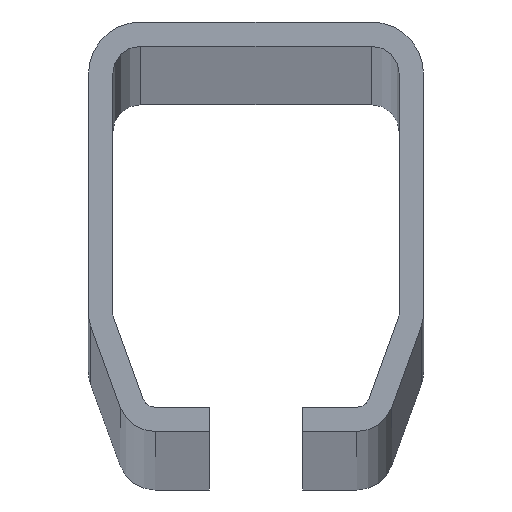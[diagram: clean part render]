
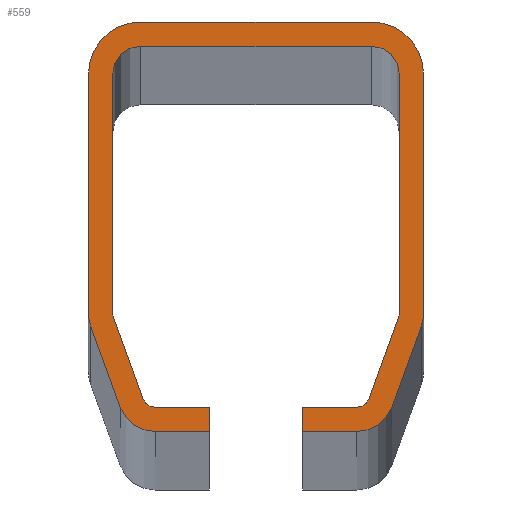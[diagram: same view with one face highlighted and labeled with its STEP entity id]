
A CAD part, top view. The second image highlights one B-rep face of the part: STEP entity #559.
In plain terms, the highlighted planar face has unit normal (0, 0, 1).
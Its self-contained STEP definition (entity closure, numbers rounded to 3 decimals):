
#16=PLANE('',#611);
#35=FACE_OUTER_BOUND('',#65,.T.);
#65=EDGE_LOOP('',(#385,#386,#387,#388,#389,#390,#391,#392,#393,#394,#395,
#396,#397,#398,#399,#400,#401,#402,#403,#404,#405,#406,#407,#408,#409,#410,
#411,#412));
#95=LINE('',#843,#155);
#98=LINE('',#849,#158);
#99=LINE('',#853,#159);
#100=LINE('',#857,#160);
#101=LINE('',#861,#161);
#102=LINE('',#865,#162);
#103=LINE('',#867,#163);
#104=LINE('',#869,#164);
#105=LINE('',#873,#165);
#106=LINE('',#877,#166);
#107=LINE('',#881,#167);
#108=LINE('',#885,#168);
#109=LINE('',#889,#169);
#110=LINE('',#893,#170);
#111=LINE('',#895,#171);
#112=LINE('',#897,#172);
#155=VECTOR('',#673,10.);
#158=VECTOR('',#678,10.);
#159=VECTOR('',#681,10.);
#160=VECTOR('',#684,10.);
#161=VECTOR('',#687,10.);
#162=VECTOR('',#690,10.);
#163=VECTOR('',#691,10.);
#164=VECTOR('',#692,10.);
#165=VECTOR('',#695,10.);
#166=VECTOR('',#698,10.);
#167=VECTOR('',#701,10.);
#168=VECTOR('',#704,10.);
#169=VECTOR('',#707,10.);
#170=VECTOR('',#710,10.);
#171=VECTOR('',#711,10.);
#172=VECTOR('',#712,10.);
#213=CIRCLE('',#608,10.);
#215=CIRCLE('',#612,14.);
#216=CIRCLE('',#613,14.);
#217=CIRCLE('',#614,10.);
#218=CIRCLE('',#615,10.);
#219=CIRCLE('',#616,3.5);
#220=CIRCLE('',#617,3.5);
#221=CIRCLE('',#618,7.5);
#222=CIRCLE('',#619,7.5);
#223=CIRCLE('',#620,3.5);
#224=CIRCLE('',#621,3.5);
#225=CIRCLE('',#622,10.);
#237=VERTEX_POINT('',#833);
#238=VERTEX_POINT('',#834);
#241=VERTEX_POINT('',#842);
#243=VERTEX_POINT('',#848);
#244=VERTEX_POINT('',#850);
#245=VERTEX_POINT('',#852);
#246=VERTEX_POINT('',#854);
#247=VERTEX_POINT('',#856);
#248=VERTEX_POINT('',#858);
#249=VERTEX_POINT('',#860);
#250=VERTEX_POINT('',#862);
#251=VERTEX_POINT('',#864);
#252=VERTEX_POINT('',#866);
#253=VERTEX_POINT('',#868);
#254=VERTEX_POINT('',#870);
#255=VERTEX_POINT('',#872);
#256=VERTEX_POINT('',#874);
#257=VERTEX_POINT('',#876);
#258=VERTEX_POINT('',#878);
#259=VERTEX_POINT('',#880);
#260=VERTEX_POINT('',#882);
#261=VERTEX_POINT('',#884);
#262=VERTEX_POINT('',#886);
#263=VERTEX_POINT('',#888);
#264=VERTEX_POINT('',#890);
#265=VERTEX_POINT('',#892);
#266=VERTEX_POINT('',#894);
#267=VERTEX_POINT('',#896);
#293=EDGE_CURVE('',#237,#238,#213,.T.);
#297=EDGE_CURVE('',#238,#241,#95,.T.);
#300=EDGE_CURVE('',#243,#237,#98,.T.);
#301=EDGE_CURVE('',#244,#243,#215,.T.);
#302=EDGE_CURVE('',#245,#244,#99,.T.);
#303=EDGE_CURVE('',#246,#245,#216,.T.);
#304=EDGE_CURVE('',#247,#246,#100,.T.);
#305=EDGE_CURVE('',#248,#247,#217,.T.);
#306=EDGE_CURVE('',#249,#248,#101,.T.);
#307=EDGE_CURVE('',#250,#249,#218,.T.);
#308=EDGE_CURVE('',#251,#250,#102,.T.);
#309=EDGE_CURVE('',#252,#251,#103,.T.);
#310=EDGE_CURVE('',#253,#252,#104,.T.);
#311=EDGE_CURVE('',#254,#253,#219,.T.);
#312=EDGE_CURVE('',#255,#254,#105,.T.);
#313=EDGE_CURVE('',#256,#255,#220,.T.);
#314=EDGE_CURVE('',#257,#256,#106,.T.);
#315=EDGE_CURVE('',#258,#257,#221,.T.);
#316=EDGE_CURVE('',#259,#258,#107,.T.);
#317=EDGE_CURVE('',#260,#259,#222,.T.);
#318=EDGE_CURVE('',#261,#260,#108,.T.);
#319=EDGE_CURVE('',#262,#261,#223,.T.);
#320=EDGE_CURVE('',#263,#262,#109,.T.);
#321=EDGE_CURVE('',#264,#263,#224,.T.);
#322=EDGE_CURVE('',#265,#264,#110,.T.);
#323=EDGE_CURVE('',#266,#265,#111,.T.);
#324=EDGE_CURVE('',#267,#266,#112,.T.);
#325=EDGE_CURVE('',#241,#267,#225,.T.);
#385=ORIENTED_EDGE('',*,*,#293,.F.);
#386=ORIENTED_EDGE('',*,*,#300,.F.);
#387=ORIENTED_EDGE('',*,*,#301,.F.);
#388=ORIENTED_EDGE('',*,*,#302,.F.);
#389=ORIENTED_EDGE('',*,*,#303,.F.);
#390=ORIENTED_EDGE('',*,*,#304,.F.);
#391=ORIENTED_EDGE('',*,*,#305,.F.);
#392=ORIENTED_EDGE('',*,*,#306,.F.);
#393=ORIENTED_EDGE('',*,*,#307,.F.);
#394=ORIENTED_EDGE('',*,*,#308,.F.);
#395=ORIENTED_EDGE('',*,*,#309,.F.);
#396=ORIENTED_EDGE('',*,*,#310,.F.);
#397=ORIENTED_EDGE('',*,*,#311,.F.);
#398=ORIENTED_EDGE('',*,*,#312,.F.);
#399=ORIENTED_EDGE('',*,*,#313,.F.);
#400=ORIENTED_EDGE('',*,*,#314,.F.);
#401=ORIENTED_EDGE('',*,*,#315,.F.);
#402=ORIENTED_EDGE('',*,*,#316,.F.);
#403=ORIENTED_EDGE('',*,*,#317,.F.);
#404=ORIENTED_EDGE('',*,*,#318,.F.);
#405=ORIENTED_EDGE('',*,*,#319,.F.);
#406=ORIENTED_EDGE('',*,*,#320,.F.);
#407=ORIENTED_EDGE('',*,*,#321,.F.);
#408=ORIENTED_EDGE('',*,*,#322,.F.);
#409=ORIENTED_EDGE('',*,*,#323,.F.);
#410=ORIENTED_EDGE('',*,*,#324,.F.);
#411=ORIENTED_EDGE('',*,*,#325,.F.);
#412=ORIENTED_EDGE('',*,*,#297,.F.);
#559=ADVANCED_FACE('',(#35),#16,.T.);
#608=AXIS2_PLACEMENT_3D('',#835,#665,#666);
#611=AXIS2_PLACEMENT_3D('',#847,#676,#677);
#612=AXIS2_PLACEMENT_3D('',#851,#679,#680);
#613=AXIS2_PLACEMENT_3D('',#855,#682,#683);
#614=AXIS2_PLACEMENT_3D('',#859,#685,#686);
#615=AXIS2_PLACEMENT_3D('',#863,#688,#689);
#616=AXIS2_PLACEMENT_3D('',#871,#693,#694);
#617=AXIS2_PLACEMENT_3D('',#875,#696,#697);
#618=AXIS2_PLACEMENT_3D('',#879,#699,#700);
#619=AXIS2_PLACEMENT_3D('',#883,#702,#703);
#620=AXIS2_PLACEMENT_3D('',#887,#705,#706);
#621=AXIS2_PLACEMENT_3D('',#891,#708,#709);
#622=AXIS2_PLACEMENT_3D('',#898,#713,#714);
#665=DIRECTION('center_axis',(0.,0.,-1.));
#666=DIRECTION('ref_axis',(0.985,-0.174,0.));
#673=DIRECTION('',(-0.342,-0.94,0.));
#676=DIRECTION('center_axis',(0.,0.,1.));
#677=DIRECTION('ref_axis',(1.,0.,0.));
#678=DIRECTION('',(0.,-1.,0.));
#679=DIRECTION('center_axis',(0.,0.,-1.));
#680=DIRECTION('ref_axis',(0.707,0.707,0.));
#681=DIRECTION('',(1.,0.,0.));
#682=DIRECTION('center_axis',(0.,0.,-1.));
#683=DIRECTION('ref_axis',(-0.707,0.707,0.));
#684=DIRECTION('',(0.,1.,0.));
#685=DIRECTION('center_axis',(0.,0.,-1.));
#686=DIRECTION('ref_axis',(-0.985,-0.174,0.));
#687=DIRECTION('',(-0.342,0.94,0.));
#688=DIRECTION('center_axis',(0.,0.,-1.));
#689=DIRECTION('ref_axis',(-0.574,-0.819,0.));
#690=DIRECTION('',(-1.,0.,0.));
#691=DIRECTION('',(0.,-1.,0.));
#692=DIRECTION('',(1.,0.,0.));
#693=DIRECTION('center_axis',(0.,0.,1.));
#694=DIRECTION('ref_axis',(-0.574,-0.819,0.));
#695=DIRECTION('',(0.342,-0.94,0.));
#696=DIRECTION('center_axis',(0.,0.,1.));
#697=DIRECTION('ref_axis',(-0.985,-0.174,0.));
#698=DIRECTION('',(0.,-1.,0.));
#699=DIRECTION('center_axis',(0.,0.,1.));
#700=DIRECTION('ref_axis',(-0.707,0.707,0.));
#701=DIRECTION('',(-1.,0.,0.));
#702=DIRECTION('center_axis',(0.,0.,1.));
#703=DIRECTION('ref_axis',(0.707,0.707,0.));
#704=DIRECTION('',(0.,1.,0.));
#705=DIRECTION('center_axis',(0.,0.,1.));
#706=DIRECTION('ref_axis',(0.985,-0.174,0.));
#707=DIRECTION('',(0.342,0.94,0.));
#708=DIRECTION('center_axis',(0.,0.,1.));
#709=DIRECTION('ref_axis',(0.574,-0.819,0.));
#710=DIRECTION('',(1.,0.,0.));
#711=DIRECTION('',(0.,1.,0.));
#712=DIRECTION('',(-1.,0.,0.));
#713=DIRECTION('center_axis',(0.,0.,-1.));
#714=DIRECTION('ref_axis',(0.574,-0.819,0.));
#833=CARTESIAN_POINT('',(45.,-78.237,9000.));
#834=CARTESIAN_POINT('',(44.397,-81.657,9000.));
#835=CARTESIAN_POINT('Origin',(35.,-78.237,9000.));
#842=CARTESIAN_POINT('',(36.476,-103.42,9000.));
#843=CARTESIAN_POINT('',(45.,-80.,9000.));
#847=CARTESIAN_POINT('Origin',(0.,-49.519,9000.));
#848=CARTESIAN_POINT('',(45.,-14.,9000.));
#849=CARTESIAN_POINT('',(45.,0.,9000.));
#850=CARTESIAN_POINT('',(31.,0.,9000.));
#851=CARTESIAN_POINT('Origin',(31.,-14.,9000.));
#852=CARTESIAN_POINT('',(-31.,0.,9000.));
#853=CARTESIAN_POINT('',(-45.,0.,9000.));
#854=CARTESIAN_POINT('',(-45.,-14.,9000.));
#855=CARTESIAN_POINT('Origin',(-31.,-14.,9000.));
#856=CARTESIAN_POINT('',(-45.,-78.237,9000.));
#857=CARTESIAN_POINT('',(-45.,-80.,9000.));
#858=CARTESIAN_POINT('',(-44.397,-81.657,9000.));
#859=CARTESIAN_POINT('Origin',(-35.,-78.237,9000.));
#860=CARTESIAN_POINT('',(-36.476,-103.42,9000.));
#861=CARTESIAN_POINT('',(-34.081,-110.,9000.));
#862=CARTESIAN_POINT('',(-27.079,-110.,9000.));
#863=CARTESIAN_POINT('Origin',(-27.079,-100.,9000.));
#864=CARTESIAN_POINT('',(-12.5,-110.,9000.));
#865=CARTESIAN_POINT('',(-12.5,-110.,9000.));
#866=CARTESIAN_POINT('',(-12.5,-103.5,9000.));
#867=CARTESIAN_POINT('',(-12.5,-103.5,9000.));
#868=CARTESIAN_POINT('',(-27.079,-103.5,9000.));
#869=CARTESIAN_POINT('',(-29.53,-103.5,9000.));
#870=CARTESIAN_POINT('',(-30.368,-101.197,9000.));
#871=CARTESIAN_POINT('Origin',(-27.079,-100.,9000.));
#872=CARTESIAN_POINT('',(-38.289,-79.434,9000.));
#873=CARTESIAN_POINT('',(-38.5,-78.854,9000.));
#874=CARTESIAN_POINT('',(-38.5,-78.237,9000.));
#875=CARTESIAN_POINT('Origin',(-35.,-78.237,9000.));
#876=CARTESIAN_POINT('',(-38.5,-14.,9000.));
#877=CARTESIAN_POINT('',(-38.5,-6.5,9000.));
#878=CARTESIAN_POINT('',(-31.,-6.5,9000.));
#879=CARTESIAN_POINT('Origin',(-31.,-14.,9000.));
#880=CARTESIAN_POINT('',(31.,-6.5,9000.));
#881=CARTESIAN_POINT('',(38.5,-6.5,9000.));
#882=CARTESIAN_POINT('',(38.5,-14.,9000.));
#883=CARTESIAN_POINT('Origin',(31.,-14.,9000.));
#884=CARTESIAN_POINT('',(38.5,-78.237,9000.));
#885=CARTESIAN_POINT('',(38.5,-78.854,9000.));
#886=CARTESIAN_POINT('',(38.289,-79.434,9000.));
#887=CARTESIAN_POINT('Origin',(35.,-78.237,9000.));
#888=CARTESIAN_POINT('',(30.368,-101.197,9000.));
#889=CARTESIAN_POINT('',(29.53,-103.5,9000.));
#890=CARTESIAN_POINT('',(27.079,-103.5,9000.));
#891=CARTESIAN_POINT('Origin',(27.079,-100.,9000.));
#892=CARTESIAN_POINT('',(12.5,-103.5,9000.));
#893=CARTESIAN_POINT('',(12.5,-103.5,9000.));
#894=CARTESIAN_POINT('',(12.5,-110.,9000.));
#895=CARTESIAN_POINT('',(12.5,-110.,9000.));
#896=CARTESIAN_POINT('',(27.079,-110.,9000.));
#897=CARTESIAN_POINT('',(34.081,-110.,9000.));
#898=CARTESIAN_POINT('Origin',(27.079,-100.,9000.));
